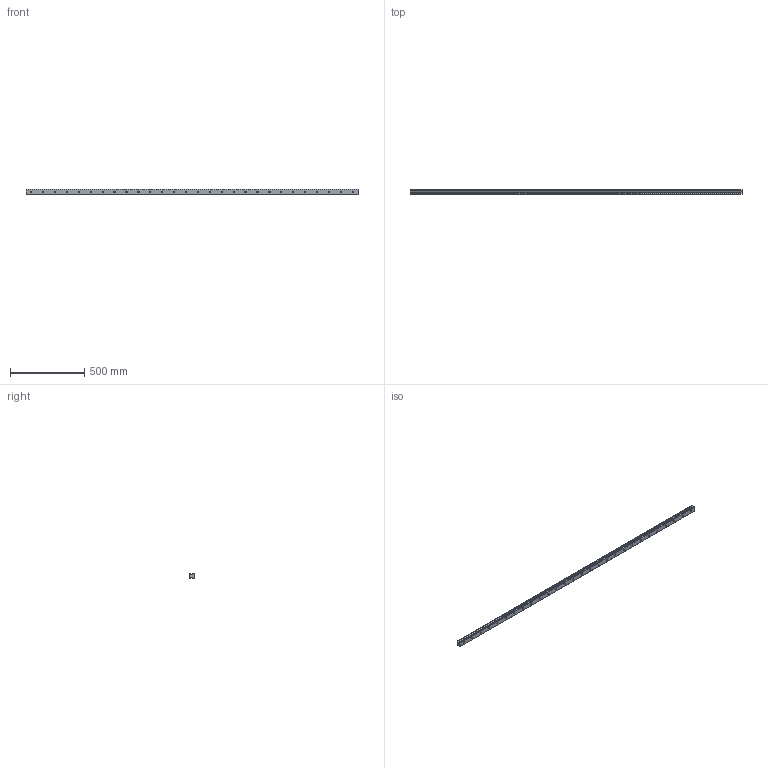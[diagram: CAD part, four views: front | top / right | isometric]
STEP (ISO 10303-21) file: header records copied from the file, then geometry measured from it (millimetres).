
FILE_DESCRIPTION (( 'STEP AP214' ), '1' );
FILE_NAME ('SSR35XTB1SS-2230L_G35_0_B-M6F_1059-55_0_0_0.STEP', '2021-06-30T08:58:19', ( '' ), ( '' ), 'SwSTEP 2.0', 'SolidWorks 2021', '' );
FILE_SCHEMA (( 'AUTOMOTIVE_DESIGN' ));
Length unit declared in the file: millimetre
Products named in the file (2): _SSR35XTBY223035 Track; SSR35XTB1SS-2230L_G35_0_B-M6F_1059-55_0_0_0
Assembly tree (1 placements, depth 2):
  SSR35XTB1SS-2230L_G35_0_B-M6F_1059-55_0_0_0
    _SSR35XTBY223035 Track
Bounding box: 2230 x 27.5 x 34 mm (x, y, z)
Volume: 1774749.5 mm3; surface area: 316133.2 mm2
Topology: 1 solids, 1 shells, 166 faces, 408 edges, 272 vertices
Faces by surface type: cylinder 120, plane 46
Entity records: 5210 total; most frequent: DIRECTION 988, CARTESIAN_POINT 850, ORIENTED_EDGE 816, AXIS2_PLACEMENT_3D 410, EDGE_CURVE 408, VERTEX_POINT 272, EDGE_LOOP 250, CIRCLE 240
